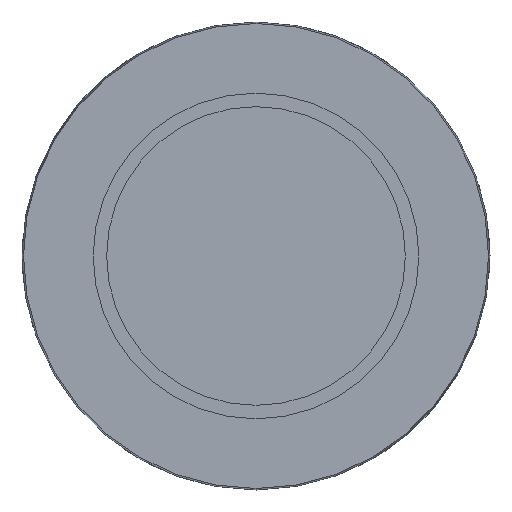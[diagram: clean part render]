
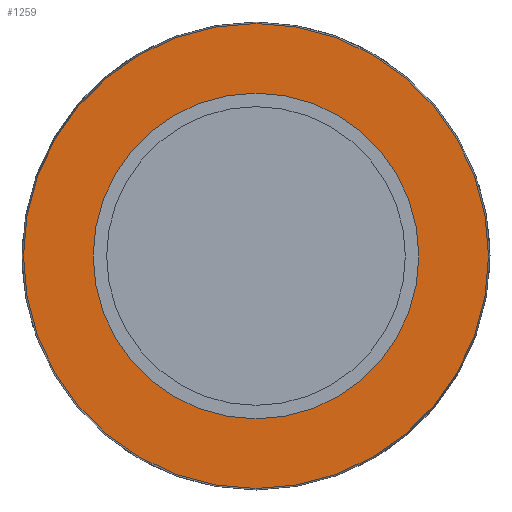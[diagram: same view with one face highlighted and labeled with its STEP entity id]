
A CAD part, front view. The second image highlights one B-rep face of the part: STEP entity #1259.
In plain terms, the highlighted planar face has unit normal (0, -1, 0).
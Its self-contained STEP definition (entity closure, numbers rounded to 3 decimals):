
#1000=CARTESIAN_POINT('',(-23.35,-34.,0.0));
#1001=VERTEX_POINT('',#1000);
#1002=CARTESIAN_POINT('',(0.0,-34.,0.0));
#1003=DIRECTION('',(0.0,1.0,0.0));
#1004=DIRECTION('',(-1.0,0.0,0.0));
#1005=AXIS2_PLACEMENT_3D('',#1002,#1003,#1004);
#1006=CIRCLE('',#1005,23.35);
#1007=EDGE_CURVE('',#1001,#1001,#1006,.T.);
#1233=CARTESIAN_POINT('',(-16.35,-34.,0.0));
#1234=VERTEX_POINT('',#1233);
#1235=CARTESIAN_POINT('',(0.0,-34.,0.0));
#1236=DIRECTION('',(0.0,1.0,0.0));
#1237=DIRECTION('',(-1.0,0.0,0.0));
#1238=AXIS2_PLACEMENT_3D('',#1235,#1236,#1237);
#1239=CIRCLE('',#1238,16.35);
#1240=EDGE_CURVE('',#1234,#1234,#1239,.T.);
#1248=CARTESIAN_POINT('',(-19.85,-34.,0.0));
#1249=DIRECTION('',(0.0,-1.0,0.0));
#1250=DIRECTION('',(0.0,0.0,-1.0));
#1251=AXIS2_PLACEMENT_3D('',#1248,#1249,#1250);
#1252=PLANE('',#1251);
#1253=ORIENTED_EDGE('',*,*,#1007,.F.);
#1254=EDGE_LOOP('',(#1253));
#1255=FACE_OUTER_BOUND('',#1254,.T.);
#1256=ORIENTED_EDGE('',*,*,#1240,.T.);
#1257=EDGE_LOOP('',(#1256));
#1258=FACE_BOUND('',#1257,.T.);
#1259=ADVANCED_FACE('',(#1255,#1258),#1252,.T.);
